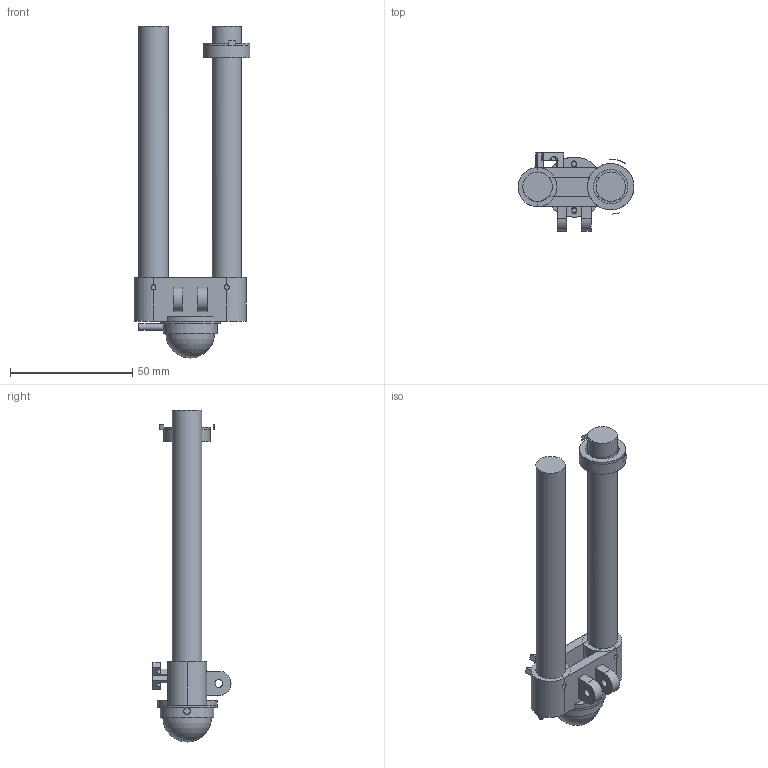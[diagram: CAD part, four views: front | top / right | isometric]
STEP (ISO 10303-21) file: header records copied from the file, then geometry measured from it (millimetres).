
FILE_DESCRIPTION(('FreeCAD Model'),'2;1');
FILE_NAME('assembly_visual.step','2018-05-29T13:54:19',( 'Author'),(''),'Open CASCADE STEP processor 6.8','FreeCAD','Unknown' );
FILE_SCHEMA(('AUTOMOTIVE_DESIGN_CC2 { 1 2 10303 214 -1 1 5 4 }'));
Length unit declared in the file: millimetre
Products named in the file (1): Group015
Bounding box: 47.5 x 32 x 136 mm (x, y, z)
Volume: 39636.8 mm3; surface area: 14768.1 mm2
Topology: 6 solids, 6 shells, 180 faces, 441 edges, 280 vertices
Faces by surface type: plane 138, cylinder 40, cone 1, sphere 1
Full cylindrical faces by diameter (mm): 2 x6, 2.7 x1, 3.2 x2, 12.03 x3, 14 x1, 19 x1, 22 x1, 24.6 x1
Entity records: 14805 total; most frequent: CARTESIAN_POINT 4753, DIRECTION 1521, ORIENTED_EDGE 908, PCURVE 908, DEFINITIONAL_REPRESENTATION 908, LINE 858, VECTOR 858, EDGE_CURVE 454
